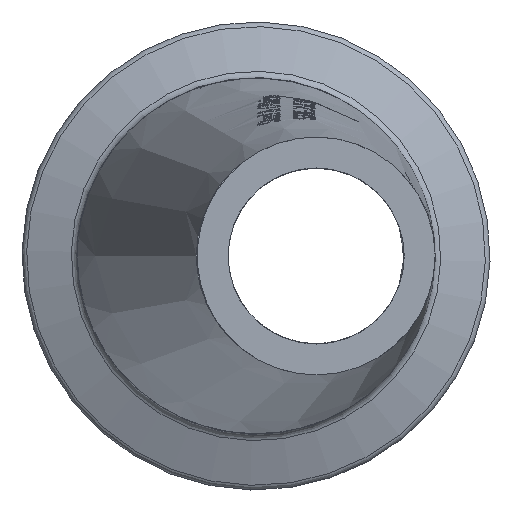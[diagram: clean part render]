
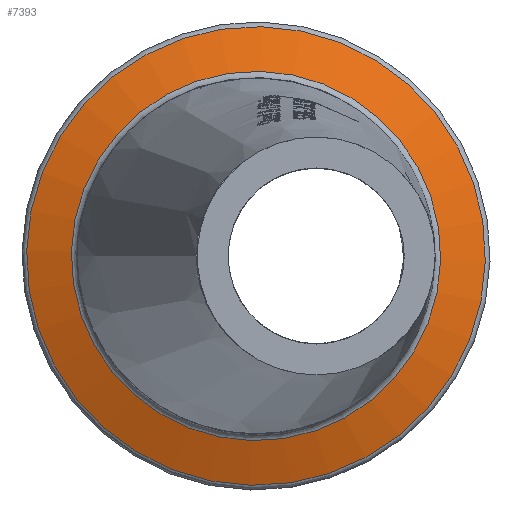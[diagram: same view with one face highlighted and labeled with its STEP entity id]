
A CAD part, left-side view. The second image highlights one B-rep face of the part: STEP entity #7393.
In plain terms, the highlighted conical face has half-angle 70 degrees and reference radius 11.011 mm.
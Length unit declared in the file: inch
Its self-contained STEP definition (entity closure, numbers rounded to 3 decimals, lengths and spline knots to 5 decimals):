
#29=CIRCLE('',#7793,0.48213);
#30=CIRCLE('',#7795,0.38816);
#92=FACE_BOUND('',#1333,.T.);
#872=FACE_OUTER_BOUND('',#1332,.T.);
#1332=EDGE_LOOP('',(#6858));
#1333=EDGE_LOOP('',(#6859));
#3585=VERTEX_POINT('',#16470);
#3586=VERTEX_POINT('',#16473);
#4682=EDGE_CURVE('',#3585,#3585,#29,.T.);
#4683=EDGE_CURVE('',#3586,#3586,#30,.T.);
#6858=ORIENTED_EDGE('',*,*,#4683,.F.);
#6859=ORIENTED_EDGE('',*,*,#4682,.F.);
#6932=CONICAL_SURFACE('',#7794,0.4335,70.);
#7393=ADVANCED_FACE('',(#872,#92),#6932,.T.);
#7793=AXIS2_PLACEMENT_3D('',#16471,#8999,#9000);
#7794=AXIS2_PLACEMENT_3D('',#16472,#9001,#9002);
#7795=AXIS2_PLACEMENT_3D('',#16474,#9003,#9004);
#8999=DIRECTION('center_axis',(1.,0.,0.));
#9000=DIRECTION('ref_axis',(0.,0.625,0.781));
#9001=DIRECTION('center_axis',(1.,0.,0.));
#9002=DIRECTION('ref_axis',(0.,-0.625,-0.781));
#9003=DIRECTION('center_axis',(-1.,0.,0.));
#9004=DIRECTION('ref_axis',(0.,0.625,0.781));
#16470=CARTESIAN_POINT('',(1.35341,0.0753,-0.37647));
#16471=CARTESIAN_POINT('Origin',(1.35341,0.3765,0.));
#16472=CARTESIAN_POINT('Origin',(1.33571,0.3765,0.));
#16473=CARTESIAN_POINT('',(1.31921,0.13401,-0.30309));
#16474=CARTESIAN_POINT('Origin',(1.31921,0.3765,0.));
